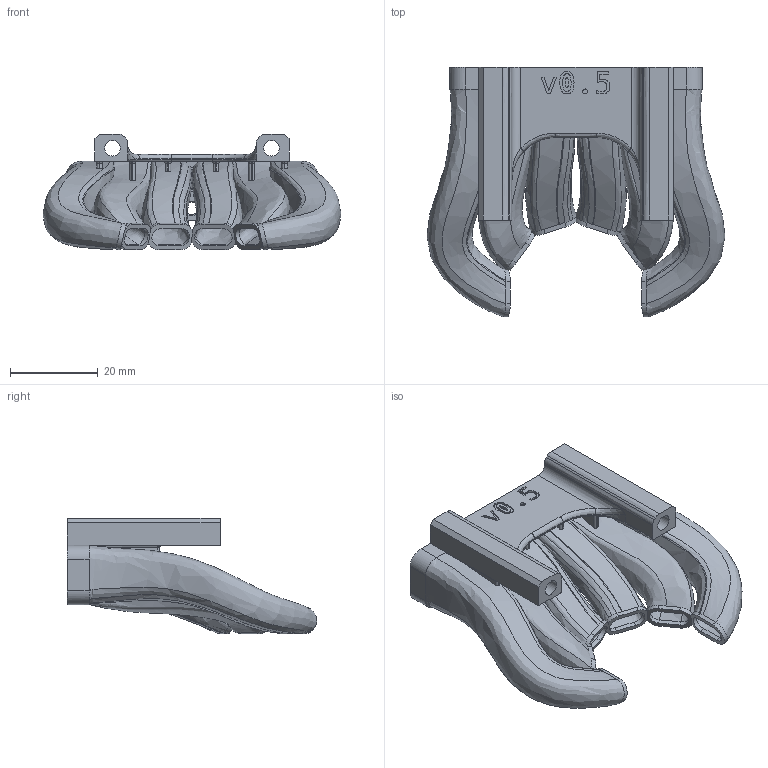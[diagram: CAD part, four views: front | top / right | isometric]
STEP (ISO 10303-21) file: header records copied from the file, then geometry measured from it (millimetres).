
FILE_DESCRIPTION(/* description */ (''),/* implementation_level */ '2;1');
FILE_NAME(/* name */ 'kraken_stock.step',/* time_stamp */ '2024-01-05T04:05:02-06:00',/* author */ (''),/* organization */ (''),/* preprocessor_version */ 'ST-DEVELOPER v20',/* originating_system */ 'Autodesk Translation Framework v12.14.0.127',/* authorisation */ '');
FILE_SCHEMA (('AUTOMOTIVE_DESIGN { 1 0 10303 214 3 1 1 }'));
Length unit declared in the file: millimetre
Products named in the file (4): Stock; kraken; Hardware; PN596
Assembly tree (3 placements, depth 3):
  Stock
    kraken
    Hardware
      PN596
Bounding box: 67.82 x 56.8 x 26.36 mm (x, y, z)
Volume: 12597.3 mm3; surface area: 20156.6 mm2
Topology: 2 solids, 2 shells, 540 faces, 1530 edges, 994 vertices
Faces by surface type: bspline 224, cylinder 149, plane 133, torus 30, cone 4
Full cylindrical faces by diameter (mm): 2.9 x1, 3.3 x1, 3.6 x2, 4.2 x1, 4.25 x1, 4.6 x1, 4.7 x1
Entity records: 30648 total; most frequent: CARTESIAN_POINT 17733, ORIENTED_EDGE 3060, DIRECTION 2129, EDGE_CURVE 1530, VERTEX_POINT 994, AXIS2_PLACEMENT_3D 776, LINE 577, VECTOR 577
